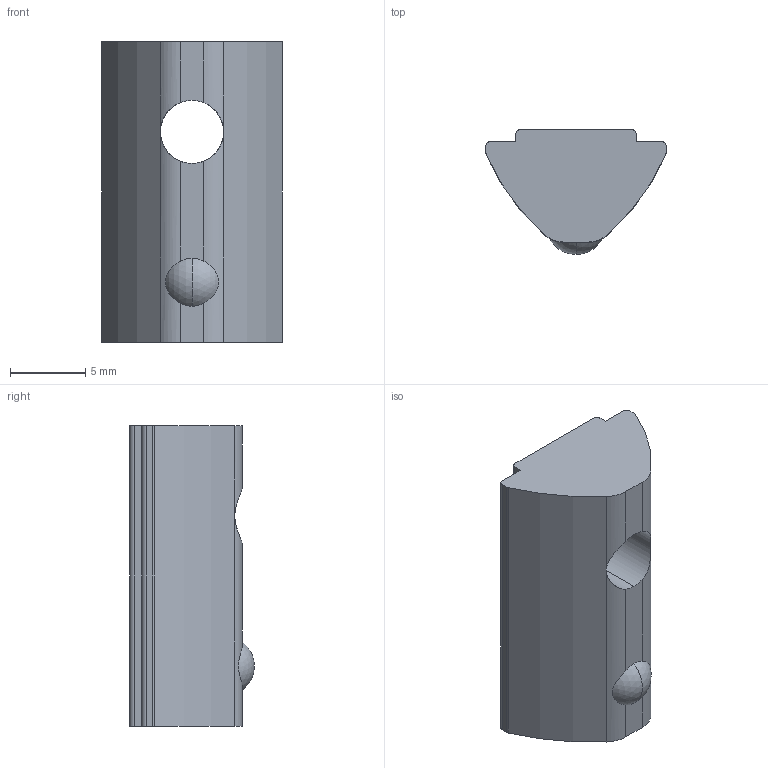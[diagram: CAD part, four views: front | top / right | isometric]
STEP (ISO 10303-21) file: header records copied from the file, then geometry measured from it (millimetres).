
FILE_DESCRIPTION (( 'STEP AP203' ), '1' );
FILE_NAME ('ALF-SNM5-12_8.step', '2024-08-09T12:46:15', ( '' ), ( '' ), 'SwSTEP 2.0', 'SolidWorks 2022', '' );
FILE_SCHEMA (( 'CONFIG_CONTROL_DESIGN' ));
Length unit declared in the file: millimetre
Products named in the file (1): ALF-SNM5-12_8
Bounding box: 12 x 8.3 x 20 mm (x, y, z)
Volume: 1192.3 mm3; surface area: 847.7 mm2
Topology: 1 solids, 1 shells, 30 faces, 86 edges, 57 vertices
Faces by surface type: cylinder 14, plane 12, sphere 2, cone 2
Entity records: 1141 total; most frequent: CARTESIAN_POINT 254, DIRECTION 174, ORIENTED_EDGE 172, EDGE_CURVE 86, AXIS2_PLACEMENT_3D 65, VERTEX_POINT 57, VECTOR 44, LINE 44
